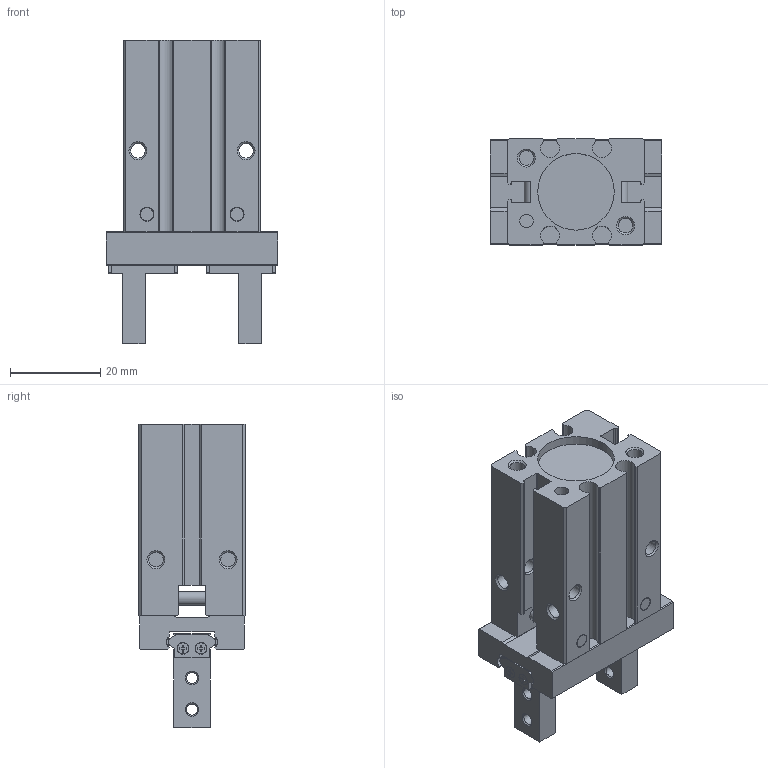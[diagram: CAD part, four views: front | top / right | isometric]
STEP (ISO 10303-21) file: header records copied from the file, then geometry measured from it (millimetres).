
FILE_DESCRIPTION(/* description */ ('STEP AP203'),/* implementation_level */ '2;1');
FILE_NAME(/* name */ 'SHZ16-S(0)()',/* time_stamp */ '2024-05-09T17:13:47+02:00',/* author */ ('License CC BY-ND 4.0'),/* organization */ ('CADENAS'),/* preprocessor_version */ 'ST-DEVELOPER v19.3',/* originating_system */ 'PARTsolutions',/* authorisation */ ' ');
FILE_SCHEMA (('CONFIG_CONTROL_DESIGN'));
Length unit declared in the file: millimetre
Products named in the file (3): SHZ16-S(0)(); SHZBlank16_S()_boby; SHZBlank16_S_finger
Assembly tree (3 placements, depth 2):
  SHZ16-S(0)()
    SHZBlank16_S()_boby
    SHZBlank16_S_finger  x2
Bounding box: 38 x 23.6 x 67.3 mm (x, y, z)
Volume: 31711 mm3; surface area: 13505.5 mm2
Topology: 3 solids, 3 shells, 544 faces, 1438 edges, 930 vertices
Faces by surface type: plane 322, cylinder 186, cone 36
Full cylindrical faces by diameter (mm): 2.459 x4, 2.5 x8, 2.6 x8, 3 x3, 3.242 x8, 4.134 x2, 17 x1
Entity records: 10697 total; most frequent: DIRECTION 1854, CARTESIAN_POINT 1830, ORIENTED_EDGE 1748, EDGE_CURVE 874, AXIS2_PLACEMENT_3D 620, LINE 614, VECTOR 614, VERTEX_POINT 596
